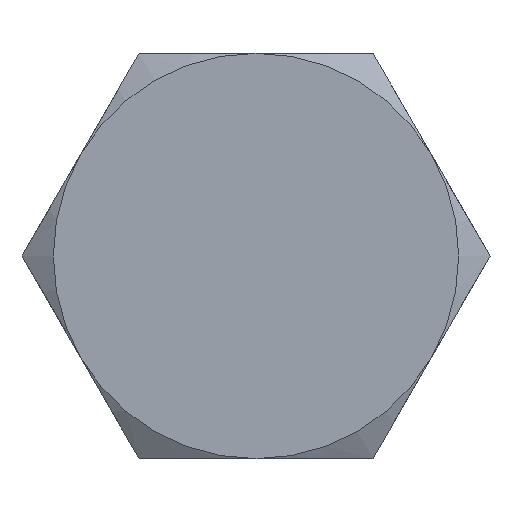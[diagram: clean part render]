
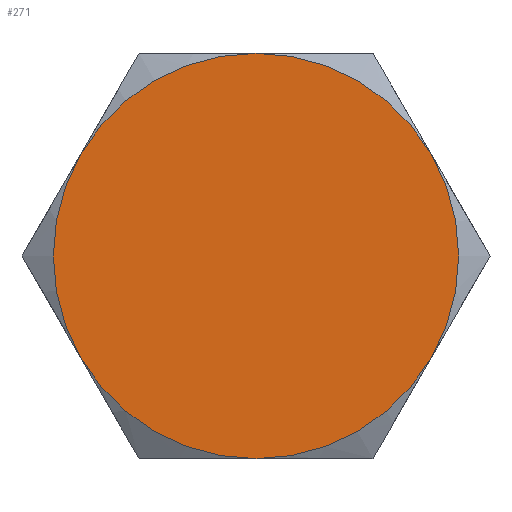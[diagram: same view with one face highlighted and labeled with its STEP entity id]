
A CAD part, left-side view. The second image highlights one B-rep face of the part: STEP entity #271.
In plain terms, the highlighted planar face has unit normal (-1, 0, 0).
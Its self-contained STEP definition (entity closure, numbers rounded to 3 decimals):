
#57=PLANE($,#303);
#83=FACE_OUTER_BOUND($,#104,.T.);
#104=EDGE_LOOP($,(#238,#239,#240,#241,#242,#243));
#112=CIRCLE($,#284,6.5);
#113=CIRCLE($,#286,6.5);
#114=CIRCLE($,#288,6.5);
#115=CIRCLE($,#290,6.5);
#116=CIRCLE($,#292,6.5);
#117=CIRCLE($,#294,6.5);
#123=VERTEX_POINT($,#392);
#125=VERTEX_POINT($,#397);
#127=VERTEX_POINT($,#404);
#128=VERTEX_POINT($,#413);
#131=VERTEX_POINT($,#424);
#132=VERTEX_POINT($,#433);
#147=EDGE_CURVE($,#125,#123,#112,.T.);
#151=EDGE_CURVE($,#127,#125,#113,.T.);
#153=EDGE_CURVE($,#123,#128,#114,.T.);
#157=EDGE_CURVE($,#131,#127,#115,.T.);
#159=EDGE_CURVE($,#128,#132,#116,.T.);
#163=EDGE_CURVE($,#132,#131,#117,.T.);
#238=ORIENTED_EDGE($,*,*,#147,.T.);
#239=ORIENTED_EDGE($,*,*,#153,.T.);
#240=ORIENTED_EDGE($,*,*,#159,.T.);
#241=ORIENTED_EDGE($,*,*,#163,.T.);
#242=ORIENTED_EDGE($,*,*,#157,.T.);
#243=ORIENTED_EDGE($,*,*,#151,.T.);
#271=ADVANCED_FACE($,(#83),#57,.F.);
#284=AXIS2_PLACEMENT_3D($,#398,#323,#324);
#286=AXIS2_PLACEMENT_3D($,#411,#327,#328);
#288=AXIS2_PLACEMENT_3D($,#418,#331,#332);
#290=AXIS2_PLACEMENT_3D($,#431,#335,#336);
#292=AXIS2_PLACEMENT_3D($,#438,#339,#340);
#294=AXIS2_PLACEMENT_3D($,#450,#343,#344);
#303=AXIS2_PLACEMENT_3D($,#478,#373,#374);
#323=DIRECTION('center_axis',(-1.,0.,0.));
#324=DIRECTION('ref_axis',(0.,1.,0.));
#327=DIRECTION('center_axis',(-1.,0.,0.));
#328=DIRECTION('ref_axis',(0.,1.,0.));
#331=DIRECTION('center_axis',(-1.,0.,0.));
#332=DIRECTION('ref_axis',(0.,1.,0.));
#335=DIRECTION('center_axis',(-1.,0.,0.));
#336=DIRECTION('ref_axis',(0.,1.,0.));
#339=DIRECTION('center_axis',(-1.,0.,0.));
#340=DIRECTION('ref_axis',(0.,1.,0.));
#343=DIRECTION('center_axis',(-1.,0.,0.));
#344=DIRECTION('ref_axis',(0.,1.,0.));
#373=DIRECTION('center_axis',(1.,0.,0.));
#374=DIRECTION('ref_axis',(0.,0.,-1.));
#392=CARTESIAN_POINT('',(-5.3,5.629,3.25));
#397=CARTESIAN_POINT('',(-5.3,0.,6.5));
#398=CARTESIAN_POINT('Origin',(-5.3,0.,0.));
#404=CARTESIAN_POINT('',(-5.3,-5.629,3.25));
#411=CARTESIAN_POINT('Origin',(-5.3,0.,0.));
#413=CARTESIAN_POINT('',(-5.3,5.629,-3.25));
#418=CARTESIAN_POINT('Origin',(-5.3,0.,0.));
#424=CARTESIAN_POINT('',(-5.3,-5.629,-3.25));
#431=CARTESIAN_POINT('Origin',(-5.3,0.,0.));
#433=CARTESIAN_POINT('',(-5.3,0.,-6.5));
#438=CARTESIAN_POINT('Origin',(-5.3,0.,0.));
#450=CARTESIAN_POINT('Origin',(-5.3,0.,0.));
#478=CARTESIAN_POINT('Origin',(-5.3,0.,
0.));
